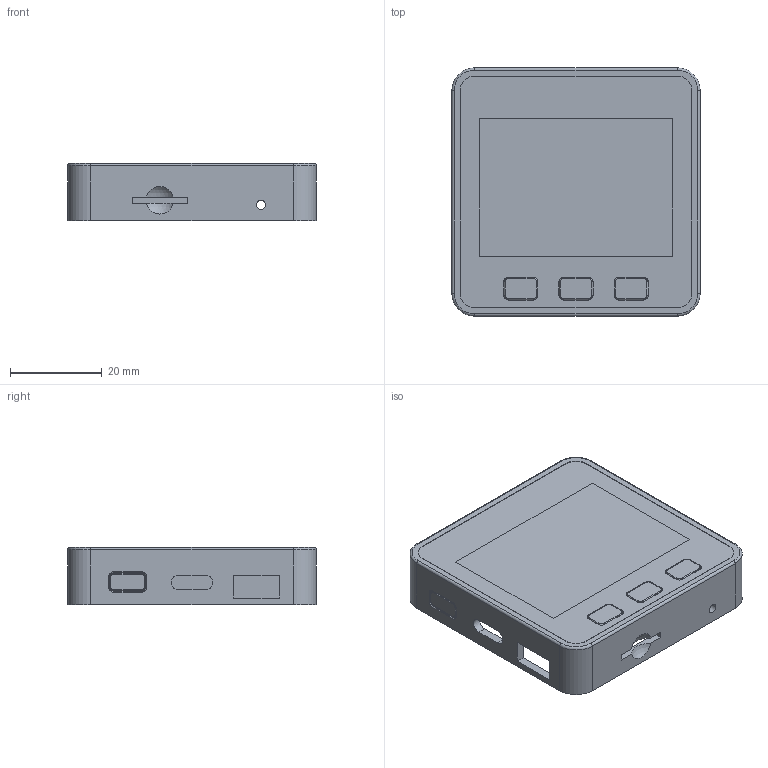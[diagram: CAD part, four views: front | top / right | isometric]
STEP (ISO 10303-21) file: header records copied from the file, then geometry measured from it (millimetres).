
FILE_DESCRIPTION(/* description */ (''),/* implementation_level */ '2;1');
FILE_NAME(/* name */ 'M5Stack.step',/* time_stamp */ '2023-11-16T21:55:40+09:00',/* author */ (''),/* organization */ (''),/* preprocessor_version */ 'ST-DEVELOPER v20',/* originating_system */ 'Autodesk Translation Framework v12.14.0.127',/* authorisation */ '');
FILE_SCHEMA (('AUTOMOTIVE_DESIGN { 1 0 10303 214 3 1 1 }'));
Length unit declared in the file: millimetre
Products named in the file (1): M5Stack
Bounding box: 54 x 54 x 12.4 mm (x, y, z)
Volume: 16619 mm3; surface area: 15633.2 mm2
Topology: 7 solids, 7 shells, 223 faces, 570 edges, 364 vertices
Faces by surface type: plane 107, cylinder 90, torus 24, sphere 2
Full cylindrical faces by diameter (mm): 2 x2, 3 x2
Entity records: 6843 total; most frequent: DIRECTION 1226, CARTESIAN_POINT 1158, ORIENTED_EDGE 1140, EDGE_CURVE 570, AXIS2_PLACEMENT_3D 432, VERTEX_POINT 364, LINE 362, VECTOR 362
